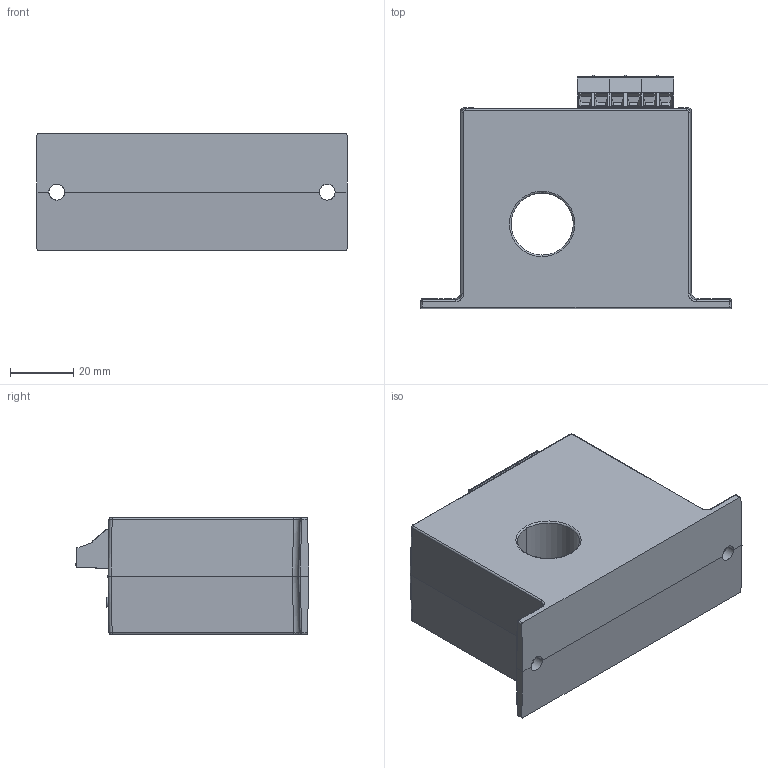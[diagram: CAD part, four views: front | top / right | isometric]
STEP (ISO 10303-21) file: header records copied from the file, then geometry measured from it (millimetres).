
FILE_DESCRIPTION (( 'STEP AP214' ), '1' );
FILE_NAME ('ACTS200-42AA-24-FD.STEP', '2020-10-20T14:32:44', ( '' ), ( '' ), 'SwSTEP 2.0', 'SolidWorks 2017', '' );
FILE_SCHEMA (( 'AUTOMOTIVE_DESIGN' ));
Length unit declared in the file: inch
Products named in the file (1): ACTS200-42AA-24-FD
Bounding box: 98 x 73.88 x 36.9 mm (x, y, z)
Volume: 161758.2 mm3; surface area: 45882.8 mm2
Topology: 4 solids, 4 shells, 694 faces, 1805 edges, 1175 vertices
Faces by surface type: plane 498, cylinder 113, bspline 69, cone 14
Entity records: 22885 total; most frequent: CARTESIAN_POINT 6260, ORIENTED_EDGE 3608, DIRECTION 3056, EDGE_CURVE 1804, VECTOR 1394, LINE 1394, VERTEX_POINT 1175, AXIS2_PLACEMENT_3D 831
